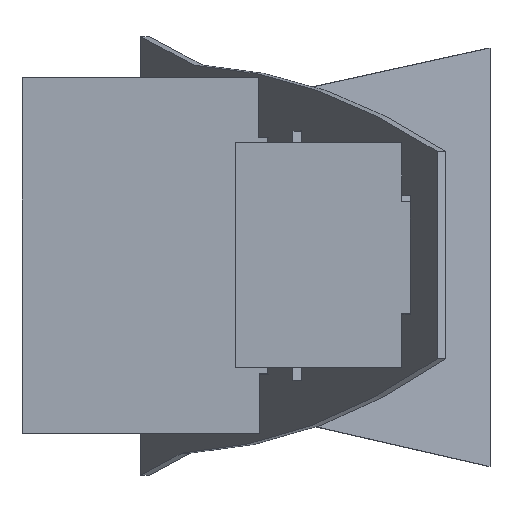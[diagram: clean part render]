
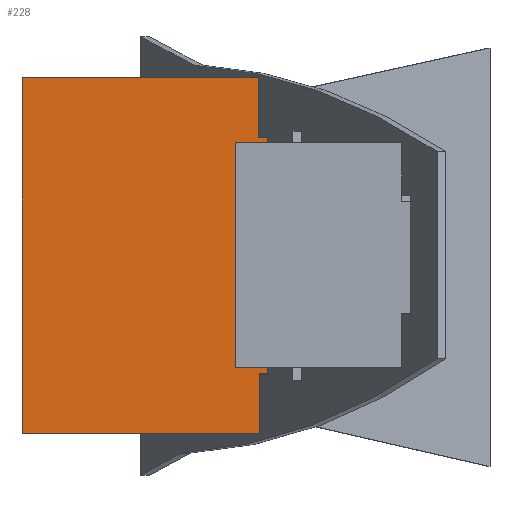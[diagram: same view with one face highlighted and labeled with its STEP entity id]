
A CAD part, top view. The second image highlights one B-rep face of the part: STEP entity #228.
In plain terms, the highlighted planar face has unit normal (0, 0, 1).
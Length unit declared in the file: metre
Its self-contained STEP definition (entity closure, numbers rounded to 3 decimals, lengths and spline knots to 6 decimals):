
#228 = ADVANCED_FACE( '', ( #483 ), #484, .T. );
#483 = FACE_OUTER_BOUND( '', #766, .T. );
#484 = PLANE( '', #767 );
#766 = EDGE_LOOP( '', ( #1355, #1356, #1357, #1358, #1359, #1360, #1361, #1362 ) );
#767 = AXIS2_PLACEMENT_3D( '', #1363, #1364, #1365 );
#1355 = ORIENTED_EDGE( '', *, *, #1868, .F. );
#1356 = ORIENTED_EDGE( '', *, *, #1869, .T. );
#1357 = ORIENTED_EDGE( '', *, *, #1755, .T. );
#1358 = ORIENTED_EDGE( '', *, *, #1855, .T. );
#1359 = ORIENTED_EDGE( '', *, *, #1625, .F. );
#1360 = ORIENTED_EDGE( '', *, *, #1731, .F. );
#1361 = ORIENTED_EDGE( '', *, *, #1670, .F. );
#1362 = ORIENTED_EDGE( '', *, *, #1742, .T. );
#1363 = CARTESIAN_POINT( '', ( -0.000981, -0.03, 0.037191 ) );
#1364 = DIRECTION( '', ( 0., 0., 1. ) );
#1365 = DIRECTION( '', ( 1., 0., 0. ) );
#1625 = EDGE_CURVE( '', #1930, #1932, #1933, .T. );
#1670 = EDGE_CURVE( '', #2010, #2006, #2012, .T. );
#1731 = EDGE_CURVE( '', #2006, #1930, #2116, .T. );
#1742 = EDGE_CURVE( '', #2010, #2130, #2133, .T. );
#1755 = EDGE_CURVE( '', #2152, #2153, #2154, .T. );
#1855 = EDGE_CURVE( '', #2153, #1932, #2293, .T. );
#1868 = EDGE_CURVE( '', #2310, #2130, #2311, .T. );
#1869 = EDGE_CURVE( '', #2310, #2152, #2312, .T. );
#1930 = VERTEX_POINT( '', #2381 );
#1932 = VERTEX_POINT( '', #2384 );
#1933 = LINE( '', #2385, #2386 );
#2006 = VERTEX_POINT( '', #2489 );
#2010 = VERTEX_POINT( '', #2495 );
#2012 = LINE( '', #2498, #2499 );
#2116 = LINE( '', #2655, #2656 );
#2130 = VERTEX_POINT( '', #2676 );
#2133 = LINE( '', #2680, #2681 );
#2152 = VERTEX_POINT( '', #2709 );
#2153 = VERTEX_POINT( '', #2710 );
#2154 = LINE( '', #2711, #2712 );
#2293 = LINE( '', #2922, #2923 );
#2310 = VERTEX_POINT( '', #2948 );
#2311 = LINE( '', #2949, #2950 );
#2312 = LINE( '', #2951, #2952 );
#2381 = CARTESIAN_POINT( '', ( 0.018404, 0.03, 0.037191 ) );
#2384 = CARTESIAN_POINT( '', ( 0.018404, 0.019876, 0.037191 ) );
#2385 = CARTESIAN_POINT( '', ( 0.018404, 0.024997, 0.037191 ) );
#2386 = VECTOR( '', #3030, 1. );
#2489 = CARTESIAN_POINT( '', ( -0.021472, 0.03, 0.037191 ) );
#2495 = CARTESIAN_POINT( '', ( -0.021472, -0.03, 0.037191 ) );
#2498 = CARTESIAN_POINT( '', ( -0.021472, -0.03, 0.037191 ) );
#2499 = VECTOR( '', #3070, 1. );
#2655 = CARTESIAN_POINT( '', ( -0.000981, 0.03, 0.037191 ) );
#2656 = VECTOR( '', #3126, 1. );
#2676 = CARTESIAN_POINT( '', ( 0.018528, -0.03, 0.037191 ) );
#2680 = CARTESIAN_POINT( '', ( -0.000981, -0.03, 0.037191 ) );
#2681 = VECTOR( '', #3134, 1. );
#2709 = CARTESIAN_POINT( '', ( 0.025528, -0.019945, 0.037191 ) );
#2710 = CARTESIAN_POINT( '', ( 0.025528, 0.019876, 0.037191 ) );
#2711 = CARTESIAN_POINT( '', ( 0.025528, -0.03, 0.037191 ) );
#2712 = VECTOR( '', #3144, 1. );
#2922 = CARTESIAN_POINT( '', ( 0.022038, 0.019876, 0.037191 ) );
#2923 = VECTOR( '', #3219, 1. );
#2948 = CARTESIAN_POINT( '', ( 0.018528, -0.019945, 0.037191 ) );
#2949 = CARTESIAN_POINT( '', ( 0.018528, -0.03, 0.037191 ) );
#2950 = VECTOR( '', #3228, 1. );
#2951 = CARTESIAN_POINT( '', ( 0.018528, -0.019945, 0.037191 ) );
#2952 = VECTOR( '', #3229, 1. );
#3030 = DIRECTION( '', ( 0., -1., 0. ) );
#3070 = DIRECTION( '', ( 0., 1., 0. ) );
#3126 = DIRECTION( '', ( 1., 0., 0. ) );
#3134 = DIRECTION( '', ( 1., 0., 0. ) );
#3144 = DIRECTION( '', ( 0., 1., 0. ) );
#3219 = DIRECTION( '', ( -1., 0., 0. ) );
#3228 = DIRECTION( '', ( 0., -1., 0. ) );
#3229 = DIRECTION( '', ( 1., 0., 0. ) );
